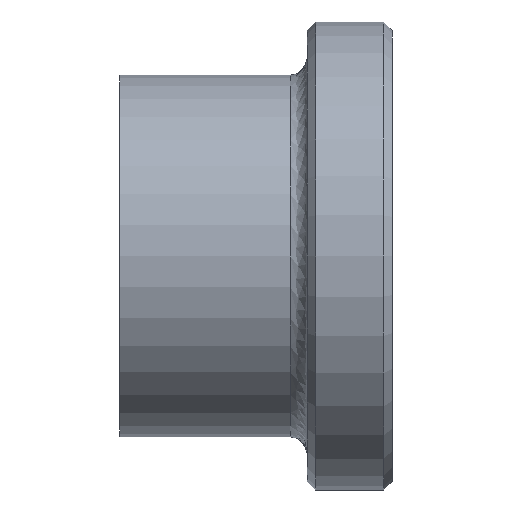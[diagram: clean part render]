
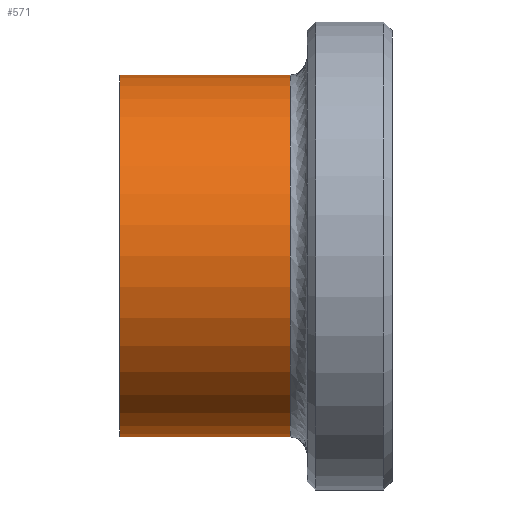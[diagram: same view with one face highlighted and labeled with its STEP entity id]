
A CAD part, front view. The second image highlights one B-rep face of the part: STEP entity #571.
In plain terms, the highlighted cylindrical face has radius 42.5 mm (diameter 85 mm), a full revolution.
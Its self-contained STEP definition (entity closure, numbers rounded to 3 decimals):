
#188=CARTESIAN_POINT('',(40.,42.5,0.0));
#189=VERTEX_POINT('',#188);
#190=CARTESIAN_POINT('',(40.0,0.,0.0));
#191=DIRECTION('',(1.0,0.0,0.0));
#192=DIRECTION('',(0.0,1.0,0.0));
#193=AXIS2_PLACEMENT_3D('',#190,#191,#192);
#194=CIRCLE('',#193,42.5);
#195=EDGE_CURVE('',#189,#189,#194,.T.);
#545=CARTESIAN_POINT('',(0.,42.5,0.0));
#546=VERTEX_POINT('',#545);
#547=CARTESIAN_POINT('',(0.,0.,0.0));
#548=DIRECTION('',(1.0,0.0,0.0));
#549=DIRECTION('',(0.0,1.0,0.0));
#550=AXIS2_PLACEMENT_3D('',#547,#548,#549);
#551=CIRCLE('',#550,42.5);
#552=EDGE_CURVE('',#546,#546,#551,.T.);
#560=CARTESIAN_POINT('',(20.0,0.,0.0));
#561=DIRECTION('',(1.0,0.,0.0));
#562=DIRECTION('',(0.0,1.0,0.0));
#563=AXIS2_PLACEMENT_3D('',#560,#561,#562);
#564=CYLINDRICAL_SURFACE('',#563,42.5);
#565=ORIENTED_EDGE('',*,*,#195,.F.);
#566=EDGE_LOOP('',(#565));
#567=FACE_OUTER_BOUND('',#566,.T.);
#568=ORIENTED_EDGE('',*,*,#552,.T.);
#569=EDGE_LOOP('',(#568));
#570=FACE_BOUND('',#569,.T.);
#571=ADVANCED_FACE('',(#567,#570),#564,.T.);
